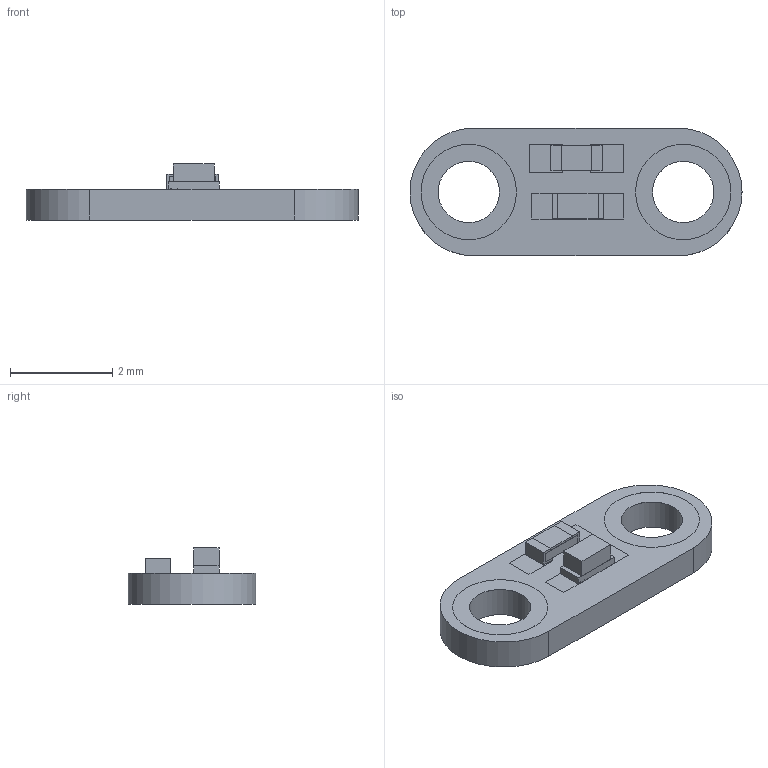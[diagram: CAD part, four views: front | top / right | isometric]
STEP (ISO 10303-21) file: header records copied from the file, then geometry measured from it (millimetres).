
FILE_DESCRIPTION(('FreeCAD Model'),'2;1');
FILE_NAME('TinyLily_LED0402_REV3-STEP.step','2020-08-19T14:38:23',('Author'),(''), 'Open CASCADE STEP processor 7.4','FreeCAD','Unknown');
FILE_SCHEMA(('AUTOMOTIVE_DESIGN { 1 0 10303 214 1 1 1 1 }'));
Length unit declared in the file: millimetre
Products named in the file (1): TinyLily_LED0402_REV3-STEP
Bounding box: 6.5 x 2.5 x 1.1 mm (x, y, z)
Volume: 7.7 mm3; surface area: 80.7 mm2
Topology: 21 solids, 41 shells, 164 faces, 340 edges, 242 vertices
Faces by surface type: plane 144, cylinder 20
Full cylindrical faces by diameter (mm): 1.202 x10, 1.867 x8
Entity records: 10136 total; most frequent: CARTESIAN_POINT 1689, DIRECTION 1252, LINE 802, VECTOR 802, ORIENTED_EDGE 642, PCURVE 642, DEFINITIONAL_REPRESENTATION 642, EDGE_CURVE 340
